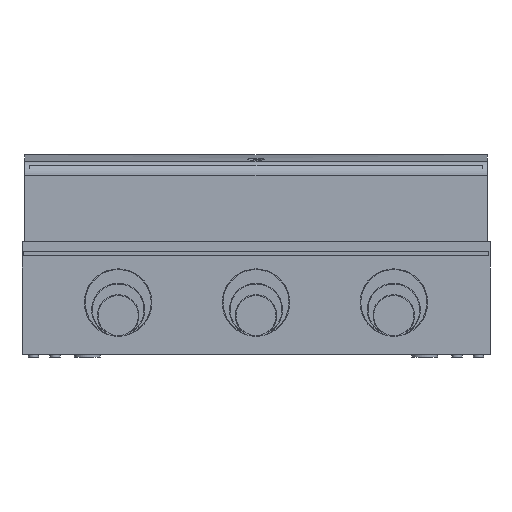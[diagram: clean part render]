
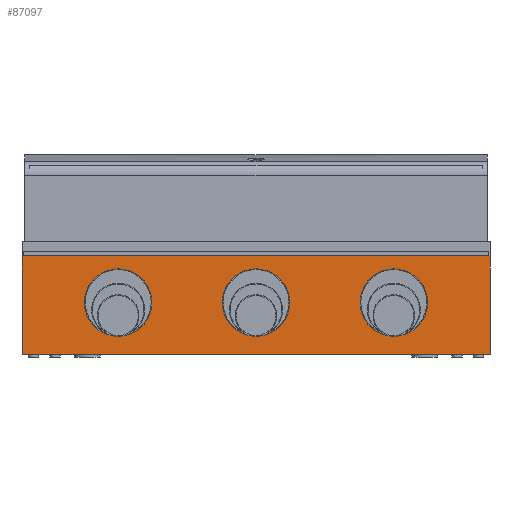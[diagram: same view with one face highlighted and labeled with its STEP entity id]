
A CAD part, front view. The second image highlights one B-rep face of the part: STEP entity #87097.
In plain terms, the highlighted planar face has unit normal (0, -1, 0).
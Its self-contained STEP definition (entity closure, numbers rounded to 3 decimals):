
#143 = ORIENTED_EDGE ( 'NONE', *, *, #15481, .T. ) ;
#656 = EDGE_CURVE ( 'NONE', #10280, #10280, #73818, .T. ) ;
#1026 = AXIS2_PLACEMENT_3D ( 'NONE', #4320, #59272, #12221 ) ;
#3497 = CARTESIAN_POINT ( 'NONE',  ( 163., -275., 71. ) ) ;
#3702 = VERTEX_POINT ( 'NONE', #9054 ) ;
#4320 = CARTESIAN_POINT ( 'NONE',  ( -96., -275., 36. ) ) ;
#6650 = EDGE_LOOP ( 'NONE', ( #36009 ) ) ;
#7964 = FACE_BOUND ( 'NONE', #64331, .T. ) ;
#9054 = CARTESIAN_POINT ( 'NONE',  ( 163., -275., 0. ) ) ;
#9907 = VERTEX_POINT ( 'NONE', #58655 ) ;
#10280 = VERTEX_POINT ( 'NONE', #53771 ) ;
#12221 = DIRECTION ( 'NONE',  ( 0., 0., 1. ) ) ;
#15481 = EDGE_CURVE ( 'NONE', #38855, #80082, #56299, .T. ) ;
#15782 = CARTESIAN_POINT ( 'NONE',  ( 0., -275., 36. ) ) ;
#23319 = CARTESIAN_POINT ( 'NONE',  ( -163., -275., 0. ) ) ;
#23404 = CIRCLE ( 'NONE', #82611, 23.5 ) ;
#23712 = DIRECTION ( 'NONE',  ( 0., 0., 1. ) ) ;
#24621 = LINE ( 'NONE', #3497, #63951 ) ;
#27115 = CARTESIAN_POINT ( 'NONE',  ( -163., -275., 71. ) ) ;
#29049 = ORIENTED_EDGE ( 'NONE', *, *, #79581, .F. ) ;
#30554 = CIRCLE ( 'NONE', #1026, 23.5 ) ;
#33758 = DIRECTION ( 'NONE',  ( 0., 0., -1. ) ) ;
#35023 = PLANE ( 'NONE',  #49892 ) ;
#36009 = ORIENTED_EDGE ( 'NONE', *, *, #42232, .T. ) ;
#37110 = VECTOR ( 'NONE', #49546, 1000. ) ;
#38708 = LINE ( 'NONE', #39843, #78124 ) ;
#38855 = VERTEX_POINT ( 'NONE', #67470 ) ;
#39843 = CARTESIAN_POINT ( 'NONE',  ( -163., -275., 68.5 ) ) ;
#42232 = EDGE_CURVE ( 'NONE', #82446, #82446, #30554, .T. ) ;
#43576 = CARTESIAN_POINT ( 'NONE',  ( 96., -275., 36. ) ) ;
#44982 = ORIENTED_EDGE ( 'NONE', *, *, #59573, .T. ) ;
#47434 = EDGE_CURVE ( 'NONE', #80082, #3702, #78978, .T. ) ;
#47794 = DIRECTION ( 'NONE',  ( 1., 0., 0. ) ) ;
#48390 = EDGE_LOOP ( 'NONE', ( #44982 ) ) ;
#49266 = CARTESIAN_POINT ( 'NONE',  ( -163., -275., 71. ) ) ;
#49546 = DIRECTION ( 'NONE',  ( 1., 0., 0. ) ) ;
#49892 = AXIS2_PLACEMENT_3D ( 'NONE', #27115, #58430, #90097 ) ;
#50567 = DIRECTION ( 'NONE',  ( 0., 0., -1. ) ) ;
#50737 = ORIENTED_EDGE ( 'NONE', *, *, #47434, .T. ) ;
#51452 = DIRECTION ( 'NONE',  ( 0., 0., -1. ) ) ;
#53771 = CARTESIAN_POINT ( 'NONE',  ( 0., -275., 59.5 ) ) ;
#55402 = AXIS2_PLACEMENT_3D ( 'NONE', #15782, #70776, #23712 ) ;
#56299 = LINE ( 'NONE', #49266, #77222 ) ;
#58430 = DIRECTION ( 'NONE',  ( 0., 1., 0. ) ) ;
#58655 = CARTESIAN_POINT ( 'NONE',  ( 96., -275., 12.5 ) ) ;
#59272 = DIRECTION ( 'NONE',  ( 0., 1., 0. ) ) ;
#59573 = EDGE_CURVE ( 'NONE', #9907, #9907, #23404, .T. ) ;
#63951 = VECTOR ( 'NONE', #50567, 1000. ) ;
#64331 = EDGE_LOOP ( 'NONE', ( #100495 ) ) ;
#67408 = CARTESIAN_POINT ( 'NONE',  ( 163., -275., 68.5 ) ) ;
#67470 = CARTESIAN_POINT ( 'NONE',  ( -163., -275., 68.5 ) ) ;
#68205 = FACE_BOUND ( 'NONE', #6650, .T. ) ;
#70671 = FACE_OUTER_BOUND ( 'NONE', #80021, .T. ) ;
#70776 = DIRECTION ( 'NONE',  ( 0., 1., 0. ) ) ;
#73265 = CARTESIAN_POINT ( 'NONE',  ( -163., -275., 0. ) ) ;
#73818 = CIRCLE ( 'NONE', #55402, 23.5 ) ;
#77222 = VECTOR ( 'NONE', #33758, 1000. ) ;
#78124 = VECTOR ( 'NONE', #47794, 1000. ) ;
#78978 = LINE ( 'NONE', #73265, #37110 ) ;
#79581 = EDGE_CURVE ( 'NONE', #38855, #90744, #38708, .T. ) ;
#80021 = EDGE_LOOP ( 'NONE', ( #29049, #143, #50737, #91071 ) ) ;
#80082 = VERTEX_POINT ( 'NONE', #23319 ) ;
#82446 = VERTEX_POINT ( 'NONE', #101148 ) ;
#82611 = AXIS2_PLACEMENT_3D ( 'NONE', #43576, #98602, #51452 ) ;
#87097 = ADVANCED_FACE ( 'NONE', ( #70671, #68205, #7964, #89150 ), #35023, .F. ) ;
#89150 = FACE_BOUND ( 'NONE', #48390, .T. ) ;
#90097 = DIRECTION ( 'NONE',  ( 0., 0., 1. ) ) ;
#90631 = EDGE_CURVE ( 'NONE', #90744, #3702, #24621, .T. ) ;
#90744 = VERTEX_POINT ( 'NONE', #67408 ) ;
#91071 = ORIENTED_EDGE ( 'NONE', *, *, #90631, .F. ) ;
#98602 = DIRECTION ( 'NONE',  ( 0., 1., 0. ) ) ;
#100495 = ORIENTED_EDGE ( 'NONE', *, *, #656, .T. ) ;
#101148 = CARTESIAN_POINT ( 'NONE',  ( -96., -275., 59.5 ) ) ;
